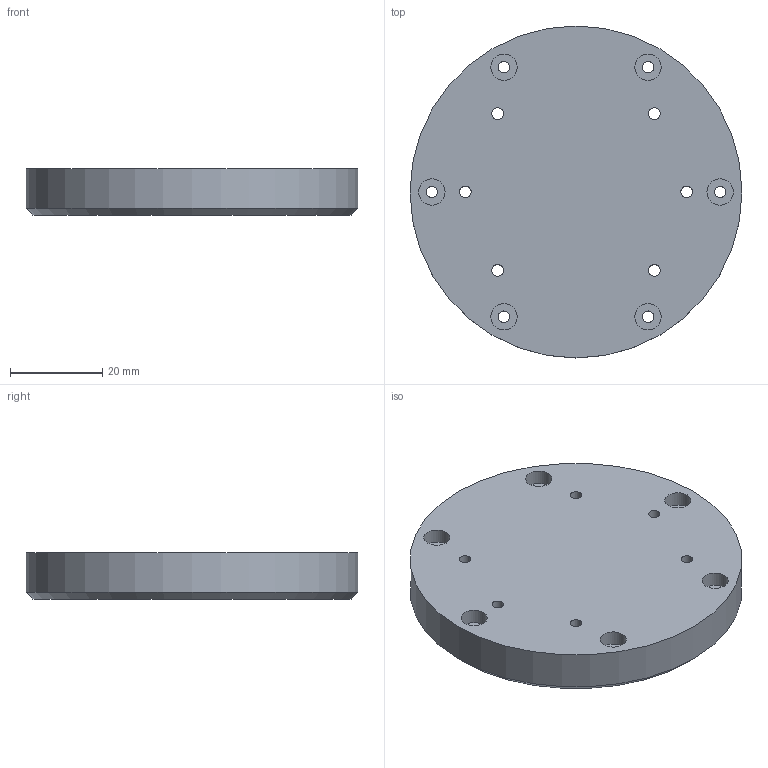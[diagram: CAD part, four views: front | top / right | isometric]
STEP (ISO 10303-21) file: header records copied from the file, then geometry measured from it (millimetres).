
FILE_DESCRIPTION(('FreeCAD Model'),'2;1');
FILE_NAME('Traegerplatte.stp','2014-11-18T16:27:25',('FreeCAD'),('FreeCAD'), 'Open CASCADE STEP processor 6.5','FreeCAD','Unknown');
FILE_SCHEMA(('AUTOMOTIVE_DESIGN_CC2 { 1 2 10303 214 -1 1 5 4 }'));
Length unit declared in the file: millimetre
Products named in the file (1): Open CASCADE STEP translator 6.5 1
Bounding box: 72 x 72 x 10 mm (x, y, z)
Volume: 39473.2 mm3; surface area: 11224 mm2
Topology: 1 solids, 1 shells, 28 faces, 77 edges, 57 vertices
Faces by surface type: cylinder 19, plane 8, cone 1
Full cylindrical faces by diameter (mm): 2.5 x12, 5.7 x6, 72 x1
Entity records: 2179 total; most frequent: CARTESIAN_POINT 655, DIRECTION 288, ORIENTED_EDGE 154, PCURVE 154, DEFINITIONAL_REPRESENTATION 154, LINE 116, VECTOR 116, AXIS2_PLACEMENT_3D 86
